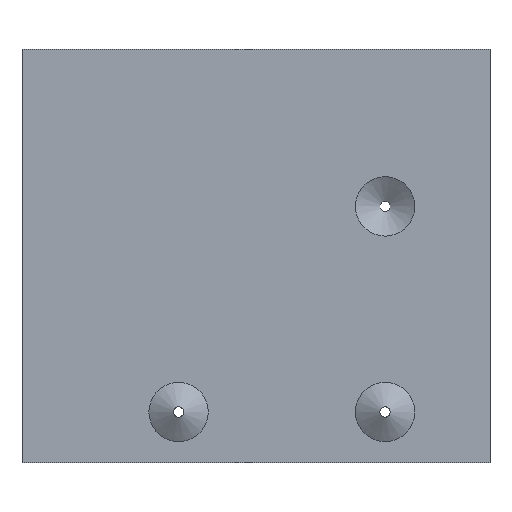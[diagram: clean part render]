
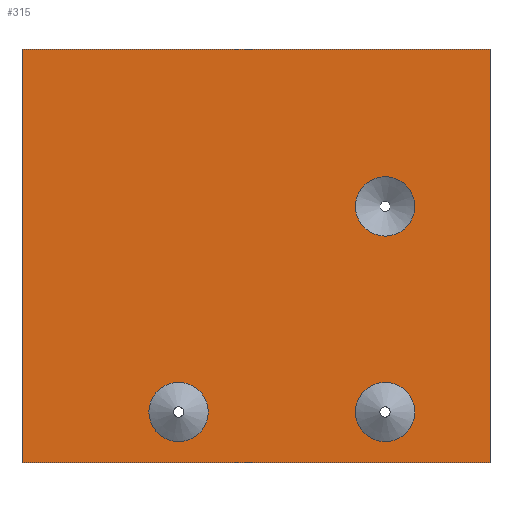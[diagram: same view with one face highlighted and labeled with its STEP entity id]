
A CAD part, top view. The second image highlights one B-rep face of the part: STEP entity #315.
In plain terms, the highlighted planar face has unit normal (0, 0, 1).
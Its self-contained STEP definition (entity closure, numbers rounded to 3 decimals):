
#15=FACE_BOUND('',#68,.T.);
#16=FACE_BOUND('',#69,.T.);
#17=FACE_BOUND('',#70,.T.);
#25=PLANE('',#371);
#49=FACE_OUTER_BOUND('',#67,.T.);
#67=EDGE_LOOP('',(#279,#280,#281,#282));
#68=EDGE_LOOP('',(#283));
#69=EDGE_LOOP('',(#284));
#70=EDGE_LOOP('',(#285));
#87=LINE('',#535,#111);
#91=LINE('',#543,#115);
#94=LINE('',#549,#118);
#97=LINE('',#554,#121);
#111=VECTOR('',#449,10.);
#115=VECTOR('',#455,10.);
#118=VECTOR('',#460,10.);
#121=VECTOR('',#465,10.);
#136=CIRCLE('',#358,2.3);
#138=CIRCLE('',#362,2.3);
#140=CIRCLE('',#366,2.3);
#154=VERTEX_POINT('',#513);
#156=VERTEX_POINT('',#521);
#158=VERTEX_POINT('',#529);
#159=VERTEX_POINT('',#533);
#160=VERTEX_POINT('',#534);
#163=VERTEX_POINT('',#542);
#165=VERTEX_POINT('',#548);
#187=EDGE_CURVE('',#154,#154,#136,.T.);
#191=EDGE_CURVE('',#156,#156,#138,.T.);
#195=EDGE_CURVE('',#158,#158,#140,.T.);
#197=EDGE_CURVE('',#159,#160,#87,.T.);
#201=EDGE_CURVE('',#160,#163,#91,.T.);
#204=EDGE_CURVE('',#163,#165,#94,.T.);
#207=EDGE_CURVE('',#165,#159,#97,.T.);
#279=ORIENTED_EDGE('',*,*,#207,.T.);
#280=ORIENTED_EDGE('',*,*,#197,.T.);
#281=ORIENTED_EDGE('',*,*,#201,.T.);
#282=ORIENTED_EDGE('',*,*,#204,.T.);
#283=ORIENTED_EDGE('',*,*,#187,.T.);
#284=ORIENTED_EDGE('',*,*,#191,.T.);
#285=ORIENTED_EDGE('',*,*,#195,.T.);
#315=ADVANCED_FACE('',(#49,#15,#16,#17),#25,.T.);
#358=AXIS2_PLACEMENT_3D('',#514,#424,#425);
#362=AXIS2_PLACEMENT_3D('',#522,#434,#435);
#366=AXIS2_PLACEMENT_3D('',#530,#444,#445);
#371=AXIS2_PLACEMENT_3D('',#556,#467,#468);
#424=DIRECTION('center_axis',(0.,0.,
-1.));
#425=DIRECTION('ref_axis',(1.,0.,0.));
#434=DIRECTION('center_axis',(0.,0.,
-1.));
#435=DIRECTION('ref_axis',(1.,0.,0.));
#444=DIRECTION('center_axis',(0.,0.,
-1.));
#445=DIRECTION('ref_axis',(1.,0.,0.));
#449=DIRECTION('',(0.,-1.,0.));
#455=DIRECTION('',(1.,0.,0.));
#460=DIRECTION('',(0.,1.,0.));
#465=DIRECTION('',(-1.,0.,0.));
#467=DIRECTION('center_axis',(0.,0.,
1.));
#468=DIRECTION('ref_axis',(1.,0.,0.));
#513=CARTESIAN_POINT('',(-13.51,-1.031,2.37));
#514=CARTESIAN_POINT('Origin',(-11.21,-1.031,2.37));
#521=CARTESIAN_POINT('',(2.49,-1.031,2.37));
#522=CARTESIAN_POINT('Origin',(4.79,-1.031,2.37));
#529=CARTESIAN_POINT('',(2.49,14.894,2.37));
#530=CARTESIAN_POINT('Origin',(4.79,14.894,2.37));
#533=CARTESIAN_POINT('',(-23.34,27.055,2.37));
#534=CARTESIAN_POINT('',(-23.34,-4.945,2.37));
#535=CARTESIAN_POINT('',(-23.34,27.055,2.37));
#542=CARTESIAN_POINT('',(12.917,-4.945,2.37));
#543=CARTESIAN_POINT('',(-23.34,-4.945,2.37));
#548=CARTESIAN_POINT('',(12.917,27.055,2.37));
#549=CARTESIAN_POINT('',(12.917,-4.945,2.37));
#554=CARTESIAN_POINT('',(12.917,27.055,2.37));
#556=CARTESIAN_POINT('Origin',(-5.211,11.055,2.37));
